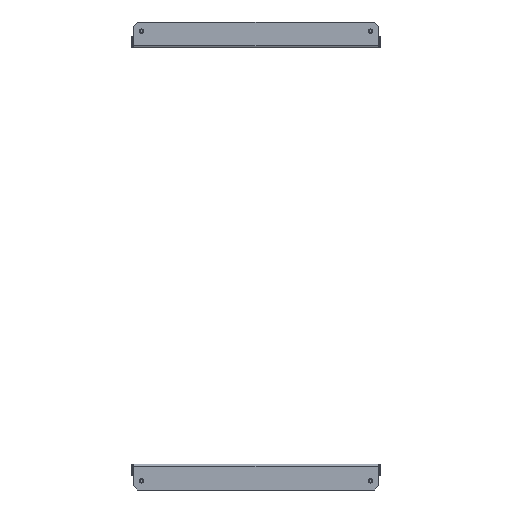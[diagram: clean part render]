
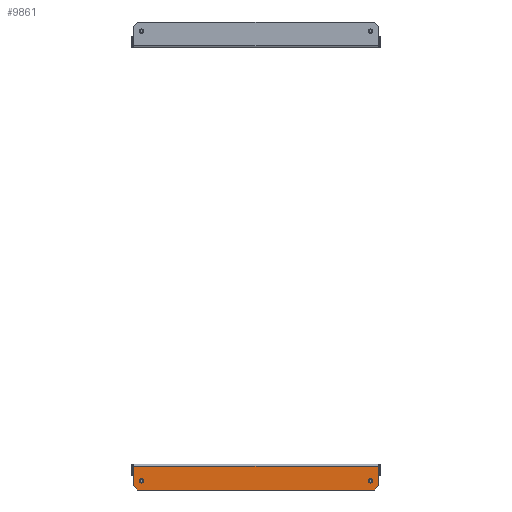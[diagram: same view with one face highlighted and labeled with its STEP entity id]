
A CAD part, left-side view. The second image highlights one B-rep face of the part: STEP entity #9861.
In plain terms, the highlighted planar face has unit normal (-1, 0, 0).
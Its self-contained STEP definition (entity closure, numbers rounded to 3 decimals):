
#98 = DIRECTION ( 'NONE',  ( 0., 1., 0. ) ) ;
#148 = DIRECTION ( 'NONE',  ( -1., 0., 0. ) ) ;
#218 = CARTESIAN_POINT ( 'NONE',  ( -148.5, 137.5, -20. ) ) ;
#398 = ORIENTED_EDGE ( 'NONE', *, *, #692, .T. ) ;
#439 = CARTESIAN_POINT ( 'NONE',  ( -148.5, 0., -2.5 ) ) ;
#552 = CARTESIAN_POINT ( 'NONE',  ( -148.5, 147., -1.5 ) ) ;
#692 = EDGE_CURVE ( 'NONE', #4596, #1007, #11071, .T. ) ;
#737 = ORIENTED_EDGE ( 'NONE', *, *, #10467, .F. ) ;
#829 = CARTESIAN_POINT ( 'NONE',  ( -148.5, 137.5, -20. ) ) ;
#830 = VERTEX_POINT ( 'NONE', #3267 ) ;
#942 = EDGE_CURVE ( 'NONE', #7214, #4345, #6203, .T. ) ;
#1007 = VERTEX_POINT ( 'NONE', #10440 ) ;
#1085 = DIRECTION ( 'NONE',  ( 0., 0., 1. ) ) ;
#1204 = CARTESIAN_POINT ( 'NONE',  ( -148.5, 0., 0. ) ) ;
#1271 = CARTESIAN_POINT ( 'NONE',  ( -148.5, 147., -26. ) ) ;
#1301 = CIRCLE ( 'NONE', #5252, 2.75 ) ;
#1373 = EDGE_CURVE ( 'NONE', #2074, #2167, #8625, .T. ) ;
#1625 = CARTESIAN_POINT ( 'NONE',  ( -148.5, 147., -2.5 ) ) ;
#1668 = DIRECTION ( 'NONE',  ( 0., 0., -1. ) ) ;
#2074 = VERTEX_POINT ( 'NONE', #1271 ) ;
#2167 = VERTEX_POINT ( 'NONE', #1625 ) ;
#2317 = CARTESIAN_POINT ( 'NONE',  ( -148.5, -86.5, -86.5 ) ) ;
#2629 = EDGE_CURVE ( 'NONE', #2074, #9630, #3206, .T. ) ;
#2687 = CARTESIAN_POINT ( 'NONE',  ( -148.5, 142., -31. ) ) ;
#2963 = PLANE ( 'NONE',  #9740 ) ;
#3012 = VECTOR ( 'NONE', #9511, 1000. ) ;
#3206 = LINE ( 'NONE', #6810, #3012 ) ;
#3267 = CARTESIAN_POINT ( 'NONE',  ( -148.5, -142., -31. ) ) ;
#3430 = DIRECTION ( 'NONE',  ( -1., 0., 0. ) ) ;
#3450 = ORIENTED_EDGE ( 'NONE', *, *, #3767, .F. ) ;
#3610 = ORIENTED_EDGE ( 'NONE', *, *, #4239, .T. ) ;
#3767 = EDGE_CURVE ( 'NONE', #830, #9630, #10959, .T. ) ;
#3853 = DIRECTION ( 'NONE',  ( 1., 0., 0. ) ) ;
#3923 = VECTOR ( 'NONE', #4145, 1000. ) ;
#4145 = DIRECTION ( 'NONE',  ( 0., 0., 1. ) ) ;
#4239 = EDGE_CURVE ( 'NONE', #830, #4345, #8740, .T. ) ;
#4303 = DIRECTION ( 'NONE',  ( 0., -0.707, 0.707 ) ) ;
#4345 = VERTEX_POINT ( 'NONE', #5310 ) ;
#4575 = ORIENTED_EDGE ( 'NONE', *, *, #5447, .F. ) ;
#4596 = VERTEX_POINT ( 'NONE', #6891 ) ;
#4664 = AXIS2_PLACEMENT_3D ( 'NONE', #829, #3430, #11572 ) ;
#5162 = ORIENTED_EDGE ( 'NONE', *, *, #6033, .T. ) ;
#5252 = AXIS2_PLACEMENT_3D ( 'NONE', #10204, #5891, #7600 ) ;
#5310 = CARTESIAN_POINT ( 'NONE',  ( -148.5, -147., -26. ) ) ;
#5447 = EDGE_CURVE ( 'NONE', #9644, #5559, #11285, .T. ) ;
#5559 = VERTEX_POINT ( 'NONE', #6699 ) ;
#5614 = FACE_OUTER_BOUND ( 'NONE', #5723, .T. ) ;
#5723 = EDGE_LOOP ( 'NONE', ( #10245, #6677, #3450, #3610, #8826, #5162 ) ) ;
#5891 = DIRECTION ( 'NONE',  ( 1., 0., 0. ) ) ;
#5999 = VECTOR ( 'NONE', #98, 1000. ) ;
#6033 = EDGE_CURVE ( 'NONE', #7214, #2167, #11288, .T. ) ;
#6203 = LINE ( 'NONE', #9636, #7108 ) ;
#6327 = CARTESIAN_POINT ( 'NONE',  ( -148.5, 137.5, -17.25 ) ) ;
#6347 = AXIS2_PLACEMENT_3D ( 'NONE', #6565, #3853, #7449 ) ;
#6400 = VECTOR ( 'NONE', #11228, 1000. ) ;
#6565 = CARTESIAN_POINT ( 'NONE',  ( -148.5, -137.5, -20. ) ) ;
#6637 = DIRECTION ( 'NONE',  ( -1., 0., 0. ) ) ;
#6677 = ORIENTED_EDGE ( 'NONE', *, *, #2629, .T. ) ;
#6699 = CARTESIAN_POINT ( 'NONE',  ( -148.5, 137.5, -22.75 ) ) ;
#6810 = CARTESIAN_POINT ( 'NONE',  ( -148.5, 86.5, -86.5 ) ) ;
#6821 = EDGE_LOOP ( 'NONE', ( #8890, #398 ) ) ;
#6891 = CARTESIAN_POINT ( 'NONE',  ( -148.5, -137.5, -22.75 ) ) ;
#7108 = VECTOR ( 'NONE', #1668, 1000. ) ;
#7214 = VERTEX_POINT ( 'NONE', #8053 ) ;
#7329 = AXIS2_PLACEMENT_3D ( 'NONE', #218, #148, #1085 ) ;
#7449 = DIRECTION ( 'NONE',  ( 0., 0., 1. ) ) ;
#7600 = DIRECTION ( 'NONE',  ( 0., 0., 1. ) ) ;
#7882 = CIRCLE ( 'NONE', #4664, 2.75 ) ;
#8053 = CARTESIAN_POINT ( 'NONE',  ( -148.5, -147., -2.5 ) ) ;
#8625 = LINE ( 'NONE', #552, #3923 ) ;
#8740 = LINE ( 'NONE', #2317, #11643 ) ;
#8826 = ORIENTED_EDGE ( 'NONE', *, *, #942, .F. ) ;
#8890 = ORIENTED_EDGE ( 'NONE', *, *, #10791, .T. ) ;
#9225 = DIRECTION ( 'NONE',  ( 0., 0., 1. ) ) ;
#9511 = DIRECTION ( 'NONE',  ( 0., -0.707, -0.707 ) ) ;
#9630 = VERTEX_POINT ( 'NONE', #2687 ) ;
#9636 = CARTESIAN_POINT ( 'NONE',  ( -148.5, -147., -31. ) ) ;
#9644 = VERTEX_POINT ( 'NONE', #6327 ) ;
#9740 = AXIS2_PLACEMENT_3D ( 'NONE', #1204, #6637, #9225 ) ;
#9861 = ADVANCED_FACE ( 'NONE', ( #10166, #10099, #5614 ), #2963, .T. ) ;
#10099 = FACE_BOUND ( 'NONE', #10953, .T. ) ;
#10166 = FACE_BOUND ( 'NONE', #6821, .T. ) ;
#10204 = CARTESIAN_POINT ( 'NONE',  ( -148.5, -137.5, -20. ) ) ;
#10245 = ORIENTED_EDGE ( 'NONE', *, *, #1373, .F. ) ;
#10440 = CARTESIAN_POINT ( 'NONE',  ( -148.5, -137.5, -17.25 ) ) ;
#10467 = EDGE_CURVE ( 'NONE', #5559, #9644, #7882, .T. ) ;
#10791 = EDGE_CURVE ( 'NONE', #1007, #4596, #1301, .T. ) ;
#10893 = CARTESIAN_POINT ( 'NONE',  ( -148.5, 147., -31. ) ) ;
#10953 = EDGE_LOOP ( 'NONE', ( #4575, #737 ) ) ;
#10959 = LINE ( 'NONE', #10893, #5999 ) ;
#11071 = CIRCLE ( 'NONE', #6347, 2.75 ) ;
#11228 = DIRECTION ( 'NONE',  ( 0., 1., 0. ) ) ;
#11285 = CIRCLE ( 'NONE', #7329, 2.75 ) ;
#11288 = LINE ( 'NONE', #439, #6400 ) ;
#11572 = DIRECTION ( 'NONE',  ( 0., 0., 1. ) ) ;
#11643 = VECTOR ( 'NONE', #4303, 1000. ) ;
